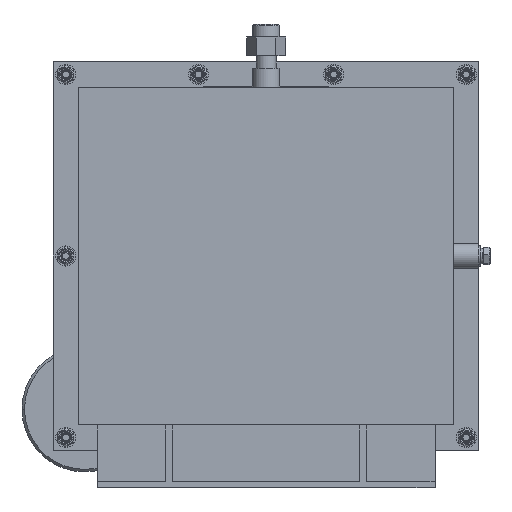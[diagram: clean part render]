
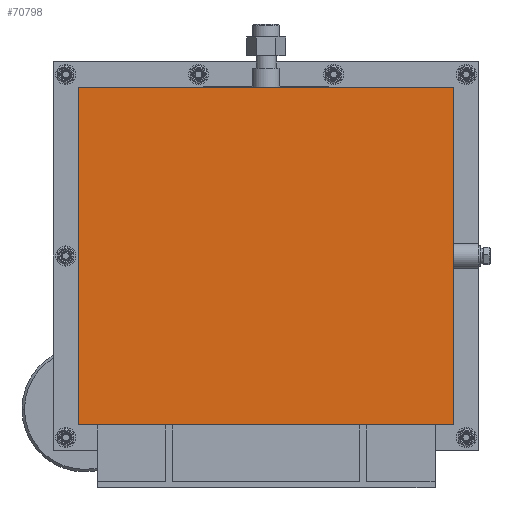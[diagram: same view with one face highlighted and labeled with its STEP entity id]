
A CAD part, front view. The second image highlights one B-rep face of the part: STEP entity #70798.
In plain terms, the highlighted planar face has unit normal (0, -1, 0).
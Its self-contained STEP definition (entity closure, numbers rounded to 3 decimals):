
#21 = VECTOR ( 'NONE', #74784, 1000. ) ;
#808 = EDGE_LOOP ( 'NONE', ( #52224, #36815, #24658, #11494 ) ) ;
#5337 = DIRECTION ( 'NONE',  ( 0., -1., 0. ) ) ;
#5449 = EDGE_CURVE ( 'NONE', #32814, #29238, #61042, .T. ) ;
#8837 = CARTESIAN_POINT ( 'NONE',  ( 269.626, -39.628, 675.125 ) ) ;
#11294 = LINE ( 'NONE', #34436, #11435 ) ;
#11435 = VECTOR ( 'NONE', #57731, 1000. ) ;
#11494 = ORIENTED_EDGE ( 'NONE', *, *, #5449, .T. ) ;
#11961 = CARTESIAN_POINT ( 'NONE',  ( -30.374, -39.628, 405.125 ) ) ;
#12473 = CARTESIAN_POINT ( 'NONE',  ( 269.626, -39.628, 675.125 ) ) ;
#13784 = VECTOR ( 'NONE', #31979, 1000. ) ;
#15833 = VECTOR ( 'NONE', #18027, 1000. ) ;
#18027 = DIRECTION ( 'NONE',  ( 0., 0., -1. ) ) ;
#19930 = AXIS2_PLACEMENT_3D ( 'NONE', #57487, #5337, #28542 ) ;
#24658 = ORIENTED_EDGE ( 'NONE', *, *, #56203, .T. ) ;
#27905 = EDGE_CURVE ( 'NONE', #68320, #60745, #11294, .T. ) ;
#28270 = LINE ( 'NONE', #51493, #21 ) ;
#28542 = DIRECTION ( 'NONE',  ( 0., 0., -1. ) ) ;
#29238 = VERTEX_POINT ( 'NONE', #52791 ) ;
#31979 = DIRECTION ( 'NONE',  ( -1., 0., 0. ) ) ;
#32814 = VERTEX_POINT ( 'NONE', #12473 ) ;
#34436 = CARTESIAN_POINT ( 'NONE',  ( 269.626, -39.628, 405.125 ) ) ;
#36815 = ORIENTED_EDGE ( 'NONE', *, *, #27905, .T. ) ;
#41239 = EDGE_CURVE ( 'NONE', #29238, #68320, #46950, .T. ) ;
#45267 = FACE_OUTER_BOUND ( 'NONE', #808, .T. ) ;
#46950 = LINE ( 'NONE', #70267, #15833 ) ;
#51493 = CARTESIAN_POINT ( 'NONE',  ( 269.626, -39.628, 405.125 ) ) ;
#52224 = ORIENTED_EDGE ( 'NONE', *, *, #41239, .T. ) ;
#52538 = CARTESIAN_POINT ( 'NONE',  ( 269.626, -39.628, 405.125 ) ) ;
#52791 = CARTESIAN_POINT ( 'NONE',  ( -30.374, -39.628, 675.125 ) ) ;
#56203 = EDGE_CURVE ( 'NONE', #60745, #32814, #28270, .T. ) ;
#57487 = CARTESIAN_POINT ( 'NONE',  ( 119.626, -39.628, 540.125 ) ) ;
#57731 = DIRECTION ( 'NONE',  ( 1., 0., 0. ) ) ;
#60745 = VERTEX_POINT ( 'NONE', #52538 ) ;
#61042 = LINE ( 'NONE', #8837, #13784 ) ;
#68320 = VERTEX_POINT ( 'NONE', #11961 ) ;
#68604 = PLANE ( 'NONE',  #19930 ) ;
#70267 = CARTESIAN_POINT ( 'NONE',  ( -30.374, -39.628, 405.125 ) ) ;
#70798 = ADVANCED_FACE ( 'NONE', ( #45267 ), #68604, .T. ) ;
#74784 = DIRECTION ( 'NONE',  ( 0., 0., 1. ) ) ;
